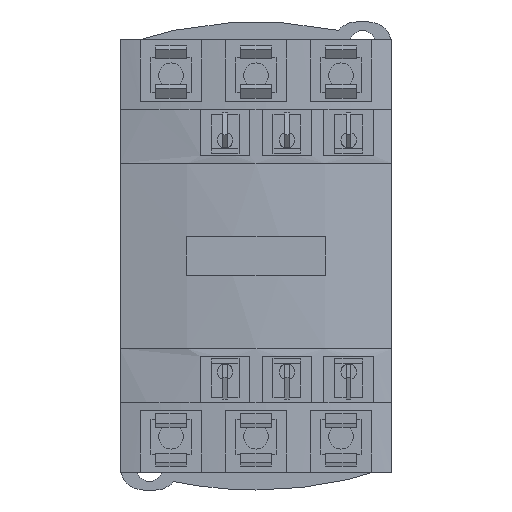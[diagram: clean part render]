
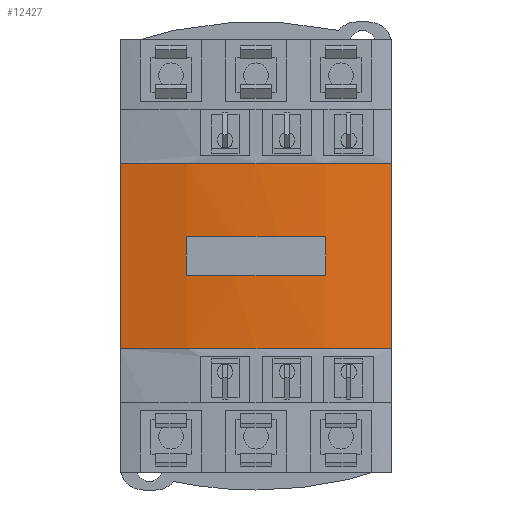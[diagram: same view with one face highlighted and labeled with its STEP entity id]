
A CAD part, front view. The second image highlights one B-rep face of the part: STEP entity #12427.
In plain terms, the highlighted cylindrical face has radius 90.805 mm (diameter 181.61 mm), a partial arc.
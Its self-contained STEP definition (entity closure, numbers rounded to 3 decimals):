
#11704=CARTESIAN_POINT('POINT102031',(11.43,-85.13,
   3.175));
#11705=VERTEX_POINT('VERTEX102031',#11704);
#11706=CARTESIAN_POINT('POINT102032',(11.43,-85.13,
   -3.175));
#11707=VERTEX_POINT('VERTEX102032',#11706);
#11708=CARTESIAN_POINT('POS182955',(11.43,-85.13,
   15.24));
#11709=DIRECTION('DIR251806',(0.,0.,-1.)
   );
#11710=VECTOR('VEC114104',#11709,25.4);
#11711=LINE('STRAIGHT114104',#11708,#11710);
#11712=EDGE_CURVE('EDGE152881',#11705,#11707,#11711,.T.);
#11735=CARTESIAN_POINT('POINT102033',(-11.43,-85.13
   ,3.175));
#11736=VERTEX_POINT('VERTEX102033',#11735);
#11737=CARTESIAN_POINT('POS182959',(0.,
   4.953,3.175));
#11738=DIRECTION('DIR251811',(0.,
   0.,1.));
#11739=DIRECTION('DIR251812',(0.246,
   -0.969,0.));
#11740=AXIS2_PLACEMENT_3D('AXIS68853',#11737,#11738,#11739);
#11741=CIRCLE('ELLIPSE18575',#11740,90.805);
#11742=EDGE_CURVE('EDGE152884',#11736,#11705,#11741,.T.);
#11760=CARTESIAN_POINT('POINT102034',(-11.43,-85.13
   ,-3.175));
#11761=VERTEX_POINT('VERTEX102034',#11760);
#11762=CARTESIAN_POINT('POS182962',(-11.43,-85.13,
   15.24));
#11763=DIRECTION('DIR251816',(0.,0.,1.));
#11764=VECTOR('VEC114108',#11763,25.4);
#11765=LINE('STRAIGHT114108',#11762,#11764);
#11766=EDGE_CURVE('EDGE152886',#11761,#11736,#11765,.T.);
#11784=CARTESIAN_POINT('POS182965',(0.,
   4.953,-3.175));
#11785=DIRECTION('DIR251820',(0.,
   0.,-1.));
#11786=DIRECTION('DIR251821',(0.246,
   -0.969,0.));
#11787=AXIS2_PLACEMENT_3D('AXIS68856',#11784,#11785,#11786);
#11788=CIRCLE('ELLIPSE18576',#11787,90.805);
#11789=EDGE_CURVE('EDGE152888',#11707,#11761,#11788,.T.);
#12380=ORIENTED_EDGE('COEDGE305845',*,*,#11789,.T.);
#12381=ORIENTED_EDGE('COEDGE305846',*,*,#11766,.T.);
#12382=ORIENTED_EDGE('COEDGE305847',*,*,#11742,.T.);
#12383=ORIENTED_EDGE('COEDGE305848',*,*,#11712,.T.);
#12384=EDGE_LOOP('NONE',(#12380,#12381,#12382,#12383));
#12385=FACE_BOUND('LOOP1',#12384,.T.);
#12386=CARTESIAN_POINT('POINT102067',(-22.352,-83.058,
   -15.24));
#12387=VERTEX_POINT('VERTEX102067',#12386);
#12388=CARTESIAN_POINT('POINT102068',(22.352,-83.058,
   -15.24));
#12389=VERTEX_POINT('VERTEX102068',#12388);
#12390=CARTESIAN_POINT('POS183036',(0.,
   4.953,-15.24));
#12391=DIRECTION('DIR251916',(0.,0.,1.));
#12392=DIRECTION('DIR251917',(0.246,
   -0.969,0.));
#12393=AXIS2_PLACEMENT_3D('AXIS68881',#12390,#12391,#12392);
#12394=CIRCLE('ELLIPSE18580',#12393,90.805);
#12395=EDGE_CURVE('EDGE152938',#12387,#12389,#12394,.T.);
#12396=ORIENTED_EDGE('COEDGE305849',*,*,#12395,.T.);
#12397=CARTESIAN_POINT('POINT102069',(22.352,-83.058,
   15.24));
#12398=VERTEX_POINT('VERTEX102069',#12397);
#12399=CARTESIAN_POINT('POS183037',(22.352,-83.058,0.));
#12400=DIRECTION('DIR251918',(0.,0.,-1.));
#12401=VECTOR('VEC114156',#12400,25.4);
#12402=LINE('STRAIGHT114156',#12399,#12401);
#12403=EDGE_CURVE('EDGE152939',#12398,#12389,#12402,.T.);
#12404=ORIENTED_EDGE('COEDGE305850',*,*,#12403,.F.);
#12405=CARTESIAN_POINT('POINT102070',(-22.352,-83.058,
   15.24));
#12406=VERTEX_POINT('VERTEX102070',#12405);
#12407=CARTESIAN_POINT('POS183038',(0.,
   4.953,15.24));
#12408=DIRECTION('DIR251919',(0.,0.,-1.)
   );
#12409=DIRECTION('DIR251920',(0.246,
   -0.969,0.));
#12410=AXIS2_PLACEMENT_3D('AXIS68882',#12407,#12408,#12409);
#12411=CIRCLE('ELLIPSE18581',#12410,90.805);
#12412=EDGE_CURVE('EDGE152940',#12398,#12406,#12411,.T.);
#12413=ORIENTED_EDGE('COEDGE305851',*,*,#12412,.T.);
#12414=CARTESIAN_POINT('POS183039',(-22.352,-83.058,0.))
   ;
#12415=DIRECTION('DIR251921',(0.,0.,-1.));
#12416=VECTOR('VEC114157',#12415,25.4);
#12417=LINE('STRAIGHT114157',#12414,#12416);
#12418=EDGE_CURVE('EDGE152941',#12406,#12387,#12417,.T.);
#12419=ORIENTED_EDGE('COEDGE305852',*,*,#12418,.T.);
#12420=EDGE_LOOP('NONE',(#12396,#12404,#12413,#12419));
#12421=FACE_BOUND('LOOP1',#12420,.T.);
#12422=CARTESIAN_POINT('POS183040',(0.,
   4.953,15.24));
#12423=DIRECTION('DIR251922',(0.,0.,-1.)
   );
#12424=DIRECTION('DIR251923',(0.246,
   -0.969,0.));
#12425=AXIS2_PLACEMENT_3D('AXIS68883',#12422,#12423,#12424);
#12426=CYLINDRICAL_SURFACE('CONE_SURF9623',#12425,90.805)
   ;
#12427=ADVANCED_FACE('FACE59110',(#12385,#12421),#12426,.T.);
